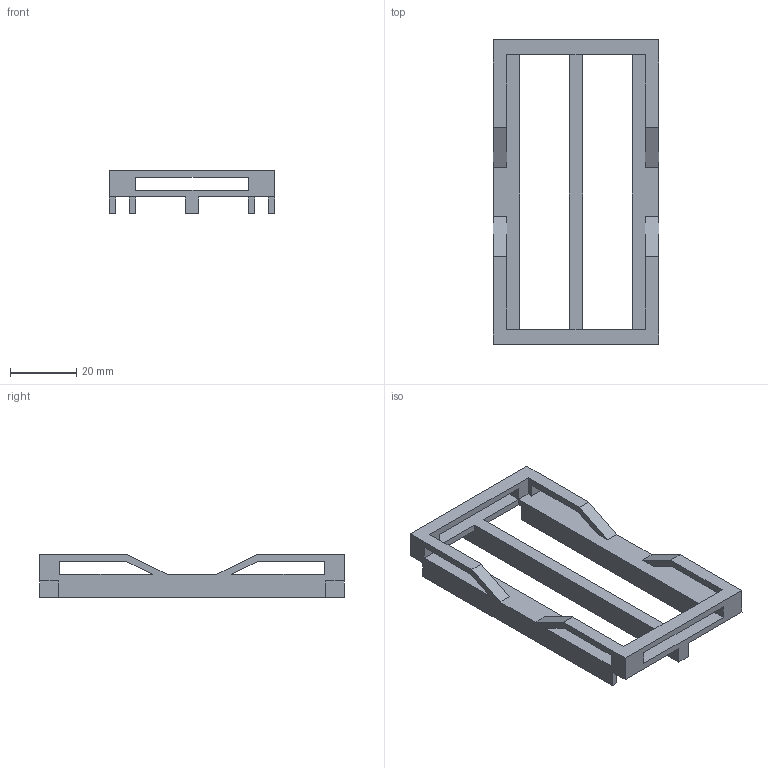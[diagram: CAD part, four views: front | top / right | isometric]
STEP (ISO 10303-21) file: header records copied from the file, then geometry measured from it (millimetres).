
FILE_DESCRIPTION(/* description */ (''),/* implementation_level */ '2;1');
FILE_NAME(/* name */ 'Support-1.step',/* time_stamp */ '2022-12-23T11:48:59+01:00',/* author */ (''),/* organization */ (''),/* preprocessor_version */ 'ST-DEVELOPER v19.2',/* originating_system */ 'Autodesk Translation Framework v11.17.0.187',/* authorisation */ '');
FILE_SCHEMA (('AUTOMOTIVE_DESIGN { 1 0 10303 214 3 1 1 }'));
Length unit declared in the file: millimetre
Products named in the file (2): V-12-Ot-Bott; Support (1)
Assembly tree (1 placements, depth 2):
  V-12-Ot-Bott
    Support (1)
Bounding box: 50 x 92 x 13 mm (x, y, z)
Volume: 11925.3 mm3; surface area: 12776.4 mm2
Topology: 1 solids, 1 shells, 64 faces, 204 edges, 132 vertices
Faces by surface type: plane 64
Entity records: 2328 total; most frequent: ORIENTED_EDGE 408, CARTESIAN_POINT 404, DIRECTION 340, LINE 204, VECTOR 204, EDGE_CURVE 204, VERTEX_POINT 132, EDGE_LOOP 70
